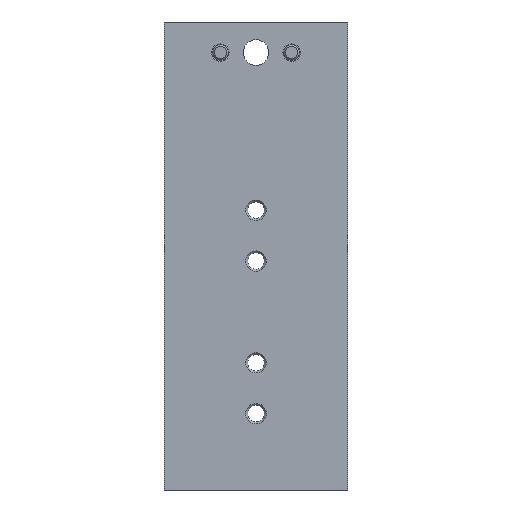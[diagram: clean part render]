
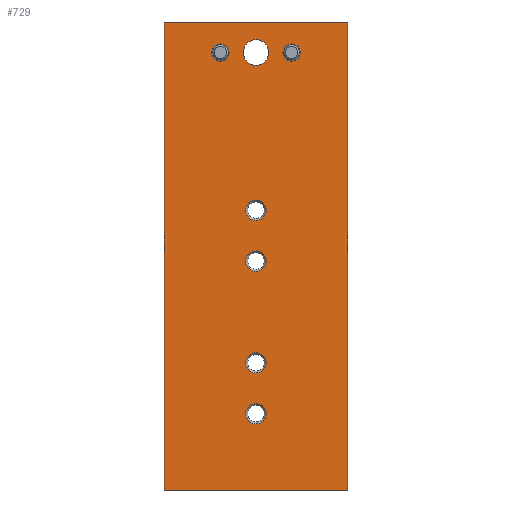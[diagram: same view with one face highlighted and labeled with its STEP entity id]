
A CAD part, front view. The second image highlights one B-rep face of the part: STEP entity #729.
In plain terms, the highlighted planar face has unit normal (0, -1, 0).
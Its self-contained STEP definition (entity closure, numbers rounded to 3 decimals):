
#88=CIRCLE('',#820,2.);
#89=CIRCLE('',#821,2.);
#90=CIRCLE('',#822,2.);
#91=CIRCLE('',#823,2.);
#92=CIRCLE('',#824,2.5);
#93=CIRCLE('',#825,1.7);
#94=CIRCLE('',#826,1.7);
#156=ORIENTED_EDGE('',*,*,#316,.F.);
#157=ORIENTED_EDGE('',*,*,#317,.F.);
#158=ORIENTED_EDGE('',*,*,#318,.F.);
#159=ORIENTED_EDGE('',*,*,#319,.F.);
#160=ORIENTED_EDGE('',*,*,#320,.F.);
#161=ORIENTED_EDGE('',*,*,#321,.F.);
#162=ORIENTED_EDGE('',*,*,#322,.F.);
#163=ORIENTED_EDGE('',*,*,#296,.F.);
#164=ORIENTED_EDGE('',*,*,#306,.F.);
#165=ORIENTED_EDGE('',*,*,#303,.F.);
#166=ORIENTED_EDGE('',*,*,#300,.F.);
#296=EDGE_CURVE('',#380,#381,#443,.T.);
#300=EDGE_CURVE('',#381,#384,#447,.T.);
#303=EDGE_CURVE('',#384,#386,#450,.T.);
#306=EDGE_CURVE('',#386,#380,#453,.T.);
#316=EDGE_CURVE('',#396,#396,#88,.T.);
#317=EDGE_CURVE('',#397,#397,#89,.T.);
#318=EDGE_CURVE('',#398,#398,#90,.T.);
#319=EDGE_CURVE('',#399,#399,#91,.T.);
#320=EDGE_CURVE('',#400,#400,#92,.T.);
#321=EDGE_CURVE('',#401,#401,#93,.T.);
#322=EDGE_CURVE('',#402,#402,#94,.T.);
#380=VERTEX_POINT('',#1165);
#381=VERTEX_POINT('',#1166);
#384=VERTEX_POINT('',#1174);
#386=VERTEX_POINT('',#1180);
#396=VERTEX_POINT('',#1206);
#397=VERTEX_POINT('',#1208);
#398=VERTEX_POINT('',#1210);
#399=VERTEX_POINT('',#1212);
#400=VERTEX_POINT('',#1214);
#401=VERTEX_POINT('',#1216);
#402=VERTEX_POINT('',#1218);
#443=LINE('',#1164,#473);
#447=LINE('',#1173,#477);
#450=LINE('',#1179,#480);
#453=LINE('',#1185,#483);
#473=VECTOR('',#918,1000.);
#477=VECTOR('',#924,1000.);
#480=VECTOR('',#929,1000.);
#483=VECTOR('',#934,1000.);
#516=EDGE_LOOP('',(#156));
#517=EDGE_LOOP('',(#157));
#518=EDGE_LOOP('',(#158));
#519=EDGE_LOOP('',(#159));
#520=EDGE_LOOP('',(#160));
#521=EDGE_LOOP('',(#161));
#522=EDGE_LOOP('',(#162));
#523=EDGE_LOOP('',(#163,#164,#165,#166));
#614=FACE_BOUND('',#516,.T.);
#615=FACE_BOUND('',#517,.T.);
#616=FACE_BOUND('',#518,.T.);
#617=FACE_BOUND('',#519,.T.);
#618=FACE_BOUND('',#520,.T.);
#619=FACE_BOUND('',#521,.T.);
#620=FACE_BOUND('',#522,.T.);
#621=FACE_BOUND('',#523,.T.);
#705=PLANE('',#819);
#729=ADVANCED_FACE('',(#614,#615,#616,#617,#618,#619,#620,#621),#705,.F.);
#819=AXIS2_PLACEMENT_3D('',#1204,#954,#955);
#820=AXIS2_PLACEMENT_3D('',#1205,#956,#957);
#821=AXIS2_PLACEMENT_3D('',#1207,#958,#959);
#822=AXIS2_PLACEMENT_3D('',#1209,#960,#961);
#823=AXIS2_PLACEMENT_3D('',#1211,#962,#963);
#824=AXIS2_PLACEMENT_3D('',#1213,#964,#965);
#825=AXIS2_PLACEMENT_3D('',#1215,#966,#967);
#826=AXIS2_PLACEMENT_3D('',#1217,#968,#969);
#918=DIRECTION('',(0.,0.,1.));
#924=DIRECTION('',(1.,0.,0.));
#929=DIRECTION('',(0.,0.,-1.));
#934=DIRECTION('',(-1.,0.,0.));
#954=DIRECTION('',(0.,1.,0.));
#955=DIRECTION('',(0.,0.,1.));
#956=DIRECTION('',(0.,-1.,0.));
#957=DIRECTION('',(0.,0.,-1.));
#958=DIRECTION('',(0.,-1.,0.));
#959=DIRECTION('',(0.,0.,-1.));
#960=DIRECTION('',(0.,-1.,0.));
#961=DIRECTION('',(0.,0.,-1.));
#962=DIRECTION('',(0.,-1.,0.));
#963=DIRECTION('',(0.,0.,-1.));
#964=DIRECTION('',(0.,-1.,0.));
#965=DIRECTION('',(0.,0.,-1.));
#966=DIRECTION('',(0.,-1.,0.));
#967=DIRECTION('',(0.,0.,-1.));
#968=DIRECTION('',(0.,-1.,0.));
#969=DIRECTION('',(0.,0.,-1.));
#1164=CARTESIAN_POINT('',(-18.,0.,-35.));
#1165=CARTESIAN_POINT('',(-18.,0.,-35.));
#1166=CARTESIAN_POINT('',(-18.,0.,57.));
#1173=CARTESIAN_POINT('',(-18.,0.,57.));
#1174=CARTESIAN_POINT('',(18.,0.,57.));
#1179=CARTESIAN_POINT('',(18.,0.,57.));
#1180=CARTESIAN_POINT('',(18.,0.,-35.));
#1185=CARTESIAN_POINT('',(18.,0.,-35.));
#1204=CARTESIAN_POINT('',(0.,0.,0.));
#1205=CARTESIAN_POINT('',(0.,0.,-10.));
#1206=CARTESIAN_POINT('',(0.,0.,-12.));
#1207=CARTESIAN_POINT('',(0.,0.,10.));
#1208=CARTESIAN_POINT('',(0.,0.,8.));
#1209=CARTESIAN_POINT('',(0.,0.,20.));
#1210=CARTESIAN_POINT('',(0.,0.,18.));
#1211=CARTESIAN_POINT('',(0.,0.,-20.));
#1212=CARTESIAN_POINT('',(0.,0.,-22.));
#1213=CARTESIAN_POINT('',(0.,0.,51.));
#1214=CARTESIAN_POINT('',(0.,0.,48.5));
#1215=CARTESIAN_POINT('',(-7.,0.,51.));
#1216=CARTESIAN_POINT('',(-7.,0.,49.3));
#1217=CARTESIAN_POINT('',(7.,0.,51.));
#1218=CARTESIAN_POINT('',(7.,0.,49.3));
